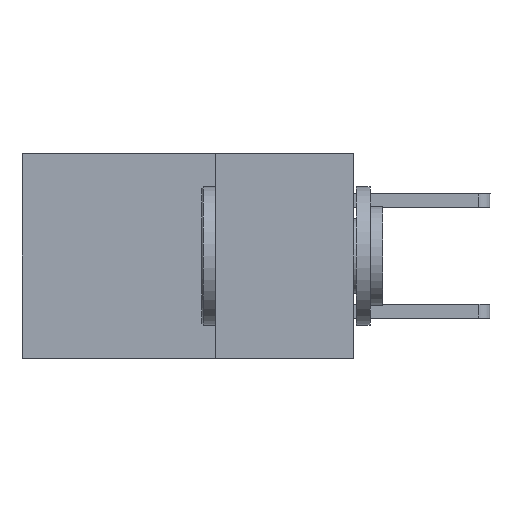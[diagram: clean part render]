
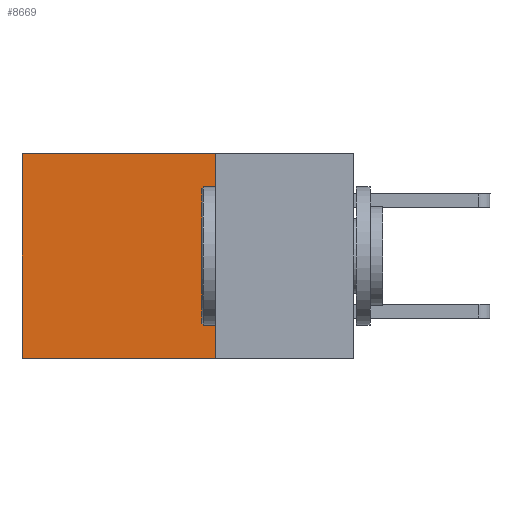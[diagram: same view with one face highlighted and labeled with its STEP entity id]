
A CAD part, left-side view. The second image highlights one B-rep face of the part: STEP entity #8669.
In plain terms, the highlighted planar face has unit normal (-1, 0, 0).
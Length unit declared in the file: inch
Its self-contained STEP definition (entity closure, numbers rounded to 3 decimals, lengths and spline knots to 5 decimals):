
#49 = PLANE ( 'NONE',  #2140 ) ;
#273 = EDGE_CURVE ( 'NONE', #4723, #5545, #6990, .T. ) ;
#749 = VECTOR ( 'NONE', #2174, 39.37008 ) ;
#941 = VECTOR ( 'NONE', #2708, 39.37008 ) ;
#1317 = CARTESIAN_POINT ( 'NONE',  ( 0.2875, 0.6, -0.37 ) ) ;
#1396 = VECTOR ( 'NONE', #4699, 39.37008 ) ;
#1425 = EDGE_CURVE ( 'NONE', #4625, #5545, #8660, .T. ) ;
#1825 = CARTESIAN_POINT ( 'NONE',  ( 0.2875, 0.25, 0. ) ) ;
#2140 = AXIS2_PLACEMENT_3D ( 'NONE', #1825, #6869, #2616 ) ;
#2174 = DIRECTION ( 'NONE',  ( 0., 0., -1. ) ) ;
#2230 = VECTOR ( 'NONE', #6629, 39.37008 ) ;
#2437 = FACE_OUTER_BOUND ( 'NONE', #4039, .T. ) ;
#2605 = ORIENTED_EDGE ( 'NONE', *, *, #7622, .F. ) ;
#2616 = DIRECTION ( 'NONE',  ( 0., 0., -1. ) ) ;
#2708 = DIRECTION ( 'NONE',  ( 0., 1., 0. ) ) ;
#2910 = ORIENTED_EDGE ( 'NONE', *, *, #273, .T. ) ;
#2955 = ORIENTED_EDGE ( 'NONE', *, *, #1425, .F. ) ;
#3274 = ORIENTED_EDGE ( 'NONE', *, *, #6321, .T. ) ;
#4039 = EDGE_LOOP ( 'NONE', ( #2910, #2955, #2605, #3274 ) ) ;
#4375 = CARTESIAN_POINT ( 'NONE',  ( 0.2875, 0.25, 0. ) ) ;
#4625 = VERTEX_POINT ( 'NONE', #4829 ) ;
#4681 = CARTESIAN_POINT ( 'NONE',  ( 0.2875, 0.6, 0. ) ) ;
#4699 = DIRECTION ( 'NONE',  ( 0., 0., -1. ) ) ;
#4723 = VERTEX_POINT ( 'NONE', #6355 ) ;
#4829 = CARTESIAN_POINT ( 'NONE',  ( 0.2875, 0.25, -0.37 ) ) ;
#4922 = CARTESIAN_POINT ( 'NONE',  ( 0.2875, 0.25, 0. ) ) ;
#5545 = VERTEX_POINT ( 'NONE', #1317 ) ;
#6015 = CARTESIAN_POINT ( 'NONE',  ( 0.2875, 0.25, 0. ) ) ;
#6019 = VERTEX_POINT ( 'NONE', #4922 ) ;
#6136 = LINE ( 'NONE', #6015, #2230 ) ;
#6321 = EDGE_CURVE ( 'NONE', #6019, #4723, #6136, .T. ) ;
#6355 = CARTESIAN_POINT ( 'NONE',  ( 0.2875, 0.6, 0. ) ) ;
#6629 = DIRECTION ( 'NONE',  ( 0., 1., 0. ) ) ;
#6869 = DIRECTION ( 'NONE',  ( 1., 0., 0. ) ) ;
#6990 = LINE ( 'NONE', #4681, #1396 ) ;
#7622 = EDGE_CURVE ( 'NONE', #6019, #4625, #8512, .T. ) ;
#7786 = CARTESIAN_POINT ( 'NONE',  ( 0.2875, 0.25, -0.37 ) ) ;
#8512 = LINE ( 'NONE', #4375, #749 ) ;
#8660 = LINE ( 'NONE', #7786, #941 ) ;
#8669 = ADVANCED_FACE ( 'NONE', ( #2437 ), #49, .F. ) ;
